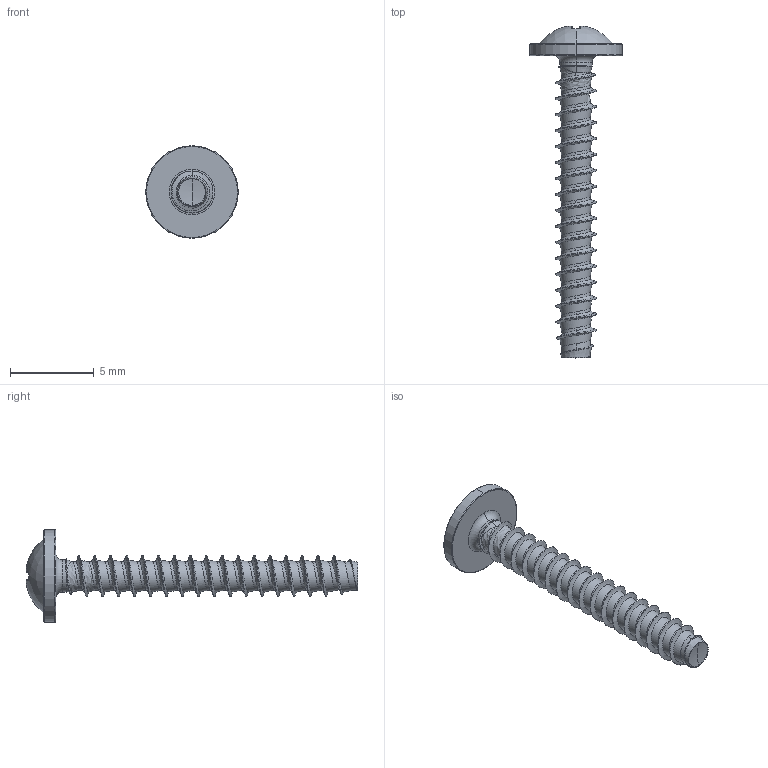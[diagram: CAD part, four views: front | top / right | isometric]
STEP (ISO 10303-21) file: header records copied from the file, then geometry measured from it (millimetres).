
FILE_DESCRIPTION (( 'STEP AP203' ), '1' );
FILE_NAME ('STP210250180.STEP', '2017-08-14T17:06:24', ( '' ), ( '' ), 'SwSTEP 2.0', 'SolidWorks 2015', '' );
FILE_SCHEMA (( 'CONFIG_CONTROL_DESIGN' ));
Length unit declared in the file: millimetre
Products named in the file (1): STP210250180
Bounding box: 5.5 x 19.76 x 5.5 mm (x, y, z)
Volume: 74.2 mm3; surface area: 230.5 mm2
Topology: 1 solids, 1 shells, 207 faces, 504 edges, 300 vertices
Faces by surface type: cylinder 62, bspline 55, plane 31, torus 30, sphere 20, cone 9
Entity records: 24765 total; most frequent: CARTESIAN_POINT 20413, ORIENTED_EDGE 1004, DIRECTION 787, EDGE_CURVE 502, AXIS2_PLACEMENT_3D 340, VERTEX_POINT 300, EDGE_LOOP 210, FACE_OUTER_BOUND 207
